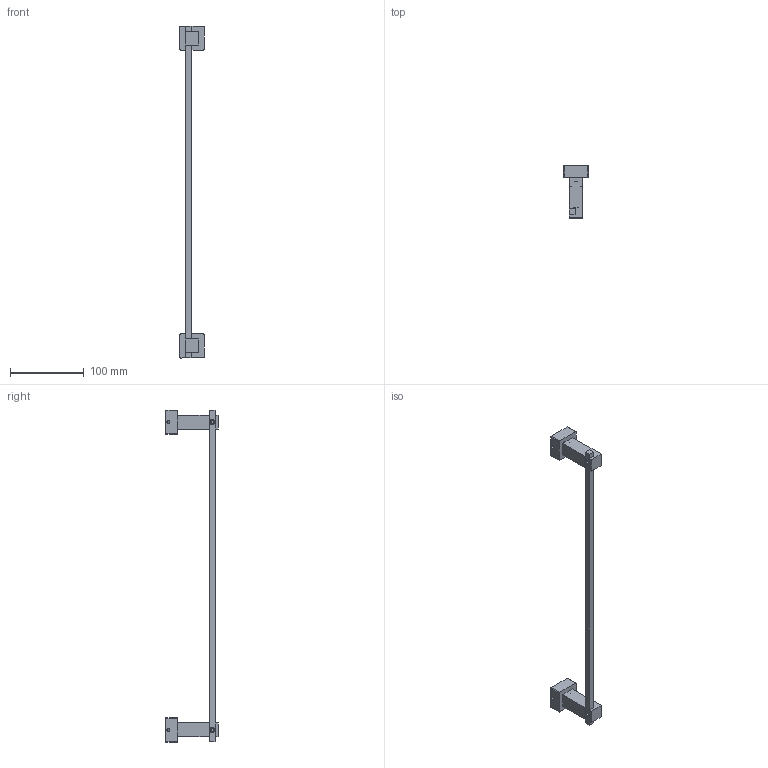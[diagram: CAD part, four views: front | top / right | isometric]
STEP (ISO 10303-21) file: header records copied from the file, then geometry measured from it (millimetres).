
FILE_DESCRIPTION (( 'STEP AP203' ), '1' );
FILE_NAME ('1518等裝.STEP', '2016-07-20T00:44:33', ( '迾輿躂瑞' ), ( 'WwW.YlmF.CoM' ), 'SwSTEP 2.0', 'SolidWorks 2012', '' );
FILE_SCHEMA (( 'CONFIG_CONTROL_DESIGN' ));
Length unit declared in the file: millimetre
Products named in the file (6): 1518等裝; 15假蚾え; 15等裝芛; 1518等裝筵裝; 15釱; 囀鞠褒蹟佪M4X8
Assembly tree (9 placements, depth 2):
  1518等裝
    15假蚾え  x2
    15釱  x2
    15等裝芛  x2
    1518等裝筵裝
    囀鞠褒蹟佪M4X8  x2
Bounding box: 32.7 x 71 x 450.7 mm (x, y, z)
Volume: 65034.6 mm3; surface area: 46228.6 mm2
Topology: 9 solids, 9 shells, 304 faces, 800 edges, 516 vertices
Faces by surface type: cylinder 146, plane 130, cone 16, torus 8, bspline 4
Entity records: 6468 total; most frequent: CARTESIAN_POINT 1772, DIRECTION 836, ORIENTED_EDGE 832, EDGE_CURVE 416, AXIS2_PLACEMENT_3D 301, VERTEX_POINT 270, VECTOR 234, LINE 234
